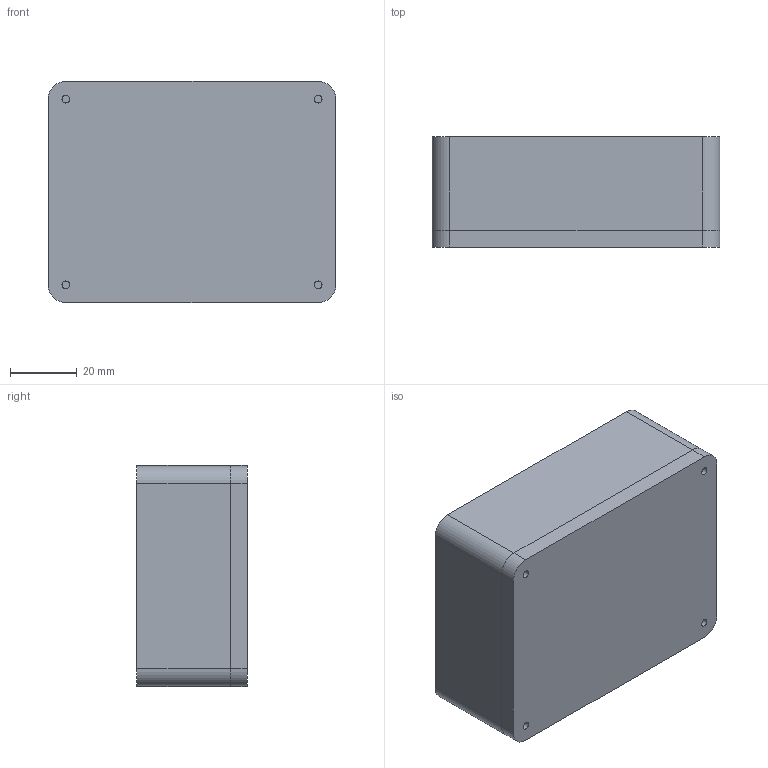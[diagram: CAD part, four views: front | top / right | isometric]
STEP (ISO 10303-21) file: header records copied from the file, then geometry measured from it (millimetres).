
FILE_DESCRIPTION(/* description */ (''),/* implementation_level */ '2;1');
FILE_NAME(/* name */ 'USB Dynamo Charger Case Still Not Done.step',/* time_stamp */ '2024-08-15T13:49:46+02:00',/* author */ (''),/* organization */ (''),/* preprocessor_version */ 'ST-DEVELOPER v20',/* originating_system */ 'Autodesk Translation Framework v13.14.0.145',/* authorisation */ '');
FILE_SCHEMA (('AUTOMOTIVE_DESIGN { 1 0 10303 214 3 1 1 }'));
Length unit declared in the file: millimetre
Products named in the file (1): USB Dynamo Charger Case
Bounding box: 86 x 33 x 66 mm (x, y, z)
Volume: 55123.3 mm3; surface area: 48642.7 mm2
Topology: 3 solids, 3 shells, 97 faces, 254 edges, 167 vertices
Faces by surface type: plane 49, cylinder 48
Full cylindrical faces by diameter (mm): 2 x6, 2.25 x4
Entity records: 3070 total; most frequent: DIRECTION 547, CARTESIAN_POINT 519, ORIENTED_EDGE 508, EDGE_CURVE 254, AXIS2_PLACEMENT_3D 195, VERTEX_POINT 167, LINE 157, VECTOR 157
